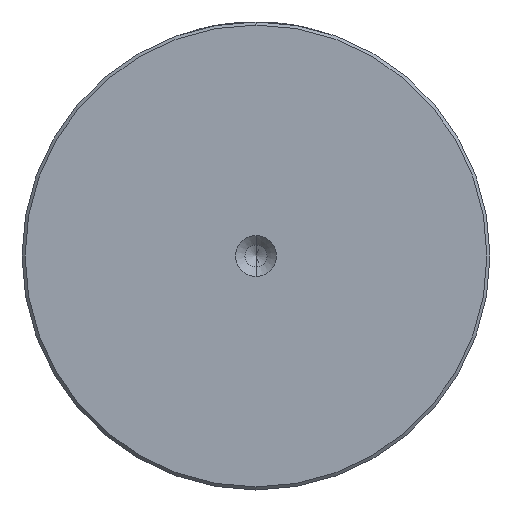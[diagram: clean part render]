
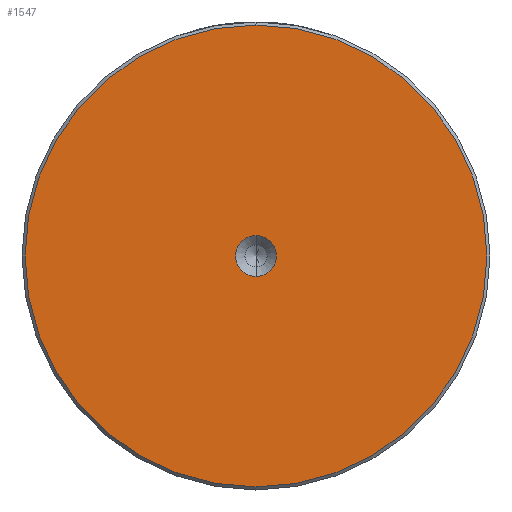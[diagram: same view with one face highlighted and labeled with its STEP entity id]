
A CAD part, left-side view. The second image highlights one B-rep face of the part: STEP entity #1547.
In plain terms, the highlighted planar face has unit normal (-1, 0, 0).
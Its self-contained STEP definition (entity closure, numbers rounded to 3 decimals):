
#65 = AXIS2_PLACEMENT_3D ( 'NONE', #1365, #3025, #1609 ) ;
#150 = FACE_BOUND ( 'NONE', #237, .T. ) ;
#198 = EDGE_CURVE ( 'NONE', #2789, #2561, #882, .T. ) ;
#237 = EDGE_LOOP ( 'NONE', ( #994, #2173 ) ) ;
#303 = CARTESIAN_POINT ( 'NONE',  ( 0., 0., 3.3 ) ) ;
#365 = ORIENTED_EDGE ( 'NONE', *, *, #2649, .T. ) ;
#412 = PLANE ( 'NONE',  #1379 ) ;
#516 = CARTESIAN_POINT ( 'NONE',  ( 0., 0., 0. ) ) ;
#573 = EDGE_LOOP ( 'NONE', ( #1861, #365 ) ) ;
#576 = CARTESIAN_POINT ( 'NONE',  ( 0., 0., 0. ) ) ;
#657 = CARTESIAN_POINT ( 'NONE',  ( 0., 0., 0. ) ) ;
#738 = VERTEX_POINT ( 'NONE', #1095 ) ;
#750 = DIRECTION ( 'NONE',  ( 0., 0., 1. ) ) ;
#807 = DIRECTION ( 'NONE',  ( 0., 0., 1. ) ) ;
#882 = CIRCLE ( 'NONE', #1481, 3.3 ) ;
#936 = CARTESIAN_POINT ( 'NONE',  ( 0., 0., -3.3 ) ) ;
#994 = ORIENTED_EDGE ( 'NONE', *, *, #198, .F. ) ;
#1095 = CARTESIAN_POINT ( 'NONE',  ( 0., 0., -37.5 ) ) ;
#1164 = CARTESIAN_POINT ( 'NONE',  ( 0., 0., 37.5 ) ) ;
#1362 = DIRECTION ( 'NONE',  ( -1., 0., 0. ) ) ;
#1365 = CARTESIAN_POINT ( 'NONE',  ( 0., 0., 0. ) ) ;
#1379 = AXIS2_PLACEMENT_3D ( 'NONE', #657, #1362, #3021 ) ;
#1380 = DIRECTION ( 'NONE',  ( 0., 0., 1. ) ) ;
#1389 = DIRECTION ( 'NONE',  ( -1., 0., 0. ) ) ;
#1396 = CARTESIAN_POINT ( 'NONE',  ( 0., 0., 0. ) ) ;
#1447 = AXIS2_PLACEMENT_3D ( 'NONE', #576, #2229, #807 ) ;
#1481 = AXIS2_PLACEMENT_3D ( 'NONE', #1396, #1389, #1380 ) ;
#1547 = ADVANCED_FACE ( 'NONE', ( #2606, #150 ), #412, .T. ) ;
#1609 = DIRECTION ( 'NONE',  ( 0., 0., 1. ) ) ;
#1696 = CIRCLE ( 'NONE', #2318, 37.5 ) ;
#1861 = ORIENTED_EDGE ( 'NONE', *, *, #2415, .T. ) ;
#1903 = VERTEX_POINT ( 'NONE', #1164 ) ;
#2163 = DIRECTION ( 'NONE',  ( -1., 0., 0. ) ) ;
#2173 = ORIENTED_EDGE ( 'NONE', *, *, #2803, .F. ) ;
#2229 = DIRECTION ( 'NONE',  ( -1., 0., 0. ) ) ;
#2318 = AXIS2_PLACEMENT_3D ( 'NONE', #516, #2163, #750 ) ;
#2415 = EDGE_CURVE ( 'NONE', #738, #1903, #2709, .T. ) ;
#2561 = VERTEX_POINT ( 'NONE', #936 ) ;
#2602 = CIRCLE ( 'NONE', #1447, 3.3 ) ;
#2606 = FACE_OUTER_BOUND ( 'NONE', #573, .T. ) ;
#2649 = EDGE_CURVE ( 'NONE', #1903, #738, #1696, .T. ) ;
#2709 = CIRCLE ( 'NONE', #65, 37.5 ) ;
#2789 = VERTEX_POINT ( 'NONE', #303 ) ;
#2803 = EDGE_CURVE ( 'NONE', #2561, #2789, #2602, .T. ) ;
#3021 = DIRECTION ( 'NONE',  ( 0., 0., 1. ) ) ;
#3025 = DIRECTION ( 'NONE',  ( -1., 0., 0. ) ) ;
